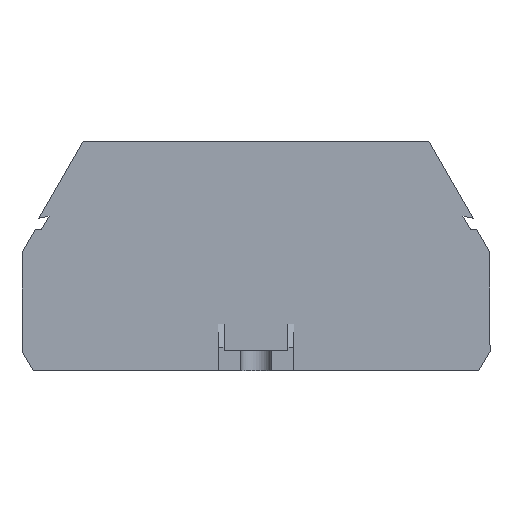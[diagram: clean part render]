
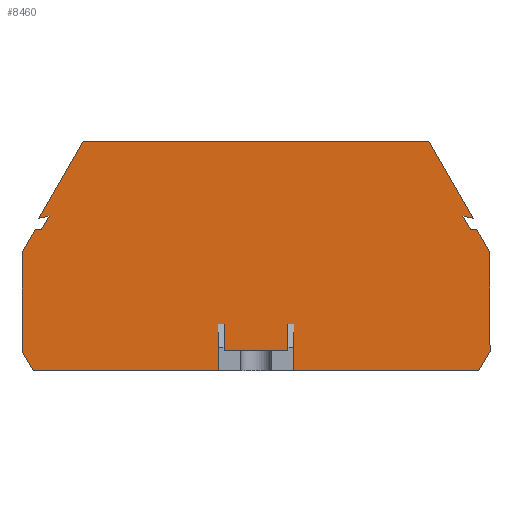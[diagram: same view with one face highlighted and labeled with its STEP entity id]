
A CAD part, left-side view. The second image highlights one B-rep face of the part: STEP entity #8460.
In plain terms, the highlighted face is planar.
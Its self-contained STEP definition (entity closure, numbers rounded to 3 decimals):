
#5550=CARTESIAN_POINT('',(45.517,63.909,
-11.6));
#5560=VERTEX_POINT('',#5550);
#5970=CARTESIAN_POINT('',(56.517,63.909,
-11.6));
#5980=VERTEX_POINT('',#5970);
#6010=CARTESIAN_POINT('',(66.055,63.909,
-11.6));
#6020=DIRECTION('',(-1.,0.,0.));
#6030=VECTOR('',#6020,1.);
#6040=LINE('',#6010,#6030);
#6050=EDGE_CURVE('',#5980,#5560,#6040,.T.);
#6560=CARTESIAN_POINT('',(51.017,80.259,
-11.6));
#6570=DIRECTION('',(0.,0.,1.));
#6580=DIRECTION('',(1.,0.,0.));
#6590=AXIS2_PLACEMENT_3D('',#6560,#6570,#6580);
#6600=PLANE('',#6590);
#6610=CARTESIAN_POINT('',(91.753,64.334,-11.6))
;
#6620=DIRECTION('',(0.5,0.866,0.));
#6630=VECTOR('',#6620,1.);
#6640=LINE('',#6610,#6630);
#6650=CARTESIAN_POINT('',(89.487,60.409,
-11.6));
#6660=VERTEX_POINT('',#6650);
#6670=CARTESIAN_POINT('',(91.429,63.773,
-11.6));
#6680=VERTEX_POINT('',#6670);
#6690=EDGE_CURVE('',#6660,#6680,#6640,.T.);
#6700=ORIENTED_EDGE('',*,*,#6690,.F.);
#6710=CARTESIAN_POINT('',(91.429,64.334,-11.6))
;
#6720=DIRECTION('',(0.,1.,0.));
#6730=VECTOR('',#6720,1.);
#6740=LINE('',#6710,#6730);
#6750=CARTESIAN_POINT('',(91.429,80.821,
-11.6));
#6760=VERTEX_POINT('',#6750);
#6770=EDGE_CURVE('',#6680,#6760,#6740,.T.);
#6780=ORIENTED_EDGE('',*,*,#6770,.F.);
#6790=CARTESIAN_POINT('',(100.949,64.334,-11.6))
;
#6800=DIRECTION('',(0.5,-0.866,0.));
#6810=VECTOR('',#6800,1.);
#6820=LINE('',#6790,#6810);
#6830=CARTESIAN_POINT('',(89.127,84.809,
-11.6));
#6840=VERTEX_POINT('',#6830);
#6850=EDGE_CURVE('',#6840,#6760,#6820,.T.);
#6860=ORIENTED_EDGE('',*,*,#6850,.T.);
#6870=CARTESIAN_POINT('',(66.055,84.809,
-11.6));
#6880=DIRECTION('',(1.,0.,0.));
#6890=VECTOR('',#6880,1.);
#6900=LINE('',#6870,#6890);
#6910=CARTESIAN_POINT('',(88.088,84.809,
-11.6));
#6920=VERTEX_POINT('',#6910);
#6930=EDGE_CURVE('',#6920,#6840,#6900,.T.);
#6940=ORIENTED_EDGE('',*,*,#6930,.T.);
#6950=CARTESIAN_POINT('',(99.909,64.334,-11.6))
;
#6960=DIRECTION('',(-0.5,0.866,0.));
#6970=VECTOR('',#6960,1.);
#6980=LINE('',#6950,#6970);
#6990=CARTESIAN_POINT('',(86.762,87.104,
-11.6));
#7000=VERTEX_POINT('',#6990);
#7010=EDGE_CURVE('',#6920,#7000,#6980,.T.);
#7020=ORIENTED_EDGE('',*,*,#7010,.F.);
#7030=CARTESIAN_POINT('',(66.055,90.755,
-11.6));
#7040=DIRECTION('',(-0.985,0.174,0.));
#7050=VECTOR('',#7040,1.);
#7060=LINE('',#7030,#7050);
#7070=CARTESIAN_POINT('',(88.562,86.787,
-11.6));
#7080=VERTEX_POINT('',#7070);
#7090=EDGE_CURVE('',#7080,#7000,#7060,.T.);
#7100=ORIENTED_EDGE('',*,*,#7090,.T.);
#7110=CARTESIAN_POINT('',(101.526,64.334,-11.6))
;
#7120=DIRECTION('',(0.5,-0.866,0.));
#7130=VECTOR('',#7120,1.);
#7140=LINE('',#7110,#7130);
#7150=CARTESIAN_POINT('',(80.87,100.109,
-11.6));
#7160=VERTEX_POINT('',#7150);
#7170=EDGE_CURVE('',#7160,#7080,#7140,.T.);
#7180=ORIENTED_EDGE('',*,*,#7170,.T.);
#7190=CARTESIAN_POINT('',(66.055,100.109,
-11.6));
#7200=DIRECTION('',(-1.,0.,0.));
#7210=VECTOR('',#7200,1.);
#7220=LINE('',#7190,#7210);
#7230=CARTESIAN_POINT('',(21.163,100.109,
-11.6));
#7240=VERTEX_POINT('',#7230);
#7250=EDGE_CURVE('',#7160,#7240,#7220,.T.);
#7260=ORIENTED_EDGE('',*,*,#7250,.F.);
#7270=CARTESIAN_POINT('',(0.509,64.334,-11.6)
);
#7280=DIRECTION('',(-0.5,-0.866,0.));
#7290=VECTOR('',#7280,1.);
#7300=LINE('',#7270,#7290);
#7310=CARTESIAN_POINT('',(13.472,86.786,
-11.6));
#7320=VERTEX_POINT('',#7310);
#7330=EDGE_CURVE('',#7240,#7320,#7300,.T.);
#7340=ORIENTED_EDGE('',*,*,#7330,.F.);
#7350=CARTESIAN_POINT('',(66.055,96.059,
-11.6));
#7360=DIRECTION('',(-0.985,-0.174,0.));
#7370=VECTOR('',#7360,1.);
#7380=LINE('',#7350,#7370);
#7390=CARTESIAN_POINT('',(15.271,87.104,
-11.6));
#7400=VERTEX_POINT('',#7390);
#7410=EDGE_CURVE('',#7400,#7320,#7380,.T.);
#7420=ORIENTED_EDGE('',*,*,#7410,.T.);
#7430=CARTESIAN_POINT('',(2.125,64.334,-11.6))
;
#7440=DIRECTION('',(-0.5,-0.866,0.));
#7450=VECTOR('',#7440,1.);
#7460=LINE('',#7430,#7450);
#7470=CARTESIAN_POINT('',(13.946,84.809,
-11.6));
#7480=VERTEX_POINT('',#7470);
#7490=EDGE_CURVE('',#7400,#7480,#7460,.T.);
#7500=ORIENTED_EDGE('',*,*,#7490,.F.);
#7510=CARTESIAN_POINT('',(66.055,84.809,
-11.6));
#7520=DIRECTION('',(1.,0.,0.));
#7530=VECTOR('',#7520,1.);
#7540=LINE('',#7510,#7530);
#7550=CARTESIAN_POINT('',(12.907,84.809,
-11.6));
#7560=VERTEX_POINT('',#7550);
#7570=EDGE_CURVE('',#7560,#7480,#7540,.T.);
#7580=ORIENTED_EDGE('',*,*,#7570,.T.);
#7590=CARTESIAN_POINT('',(1.086,64.334,-11.6))
;
#7600=DIRECTION('',(0.5,0.866,0.));
#7610=VECTOR('',#7600,1.);
#7620=LINE('',#7590,#7610);
#7630=CARTESIAN_POINT('',(10.604,80.82,
-11.6));
#7640=VERTEX_POINT('',#7630);
#7650=EDGE_CURVE('',#7640,#7560,#7620,.T.);
#7660=ORIENTED_EDGE('',*,*,#7650,.T.);
#7670=CARTESIAN_POINT('',(10.604,64.334,-11.6))
;
#7680=DIRECTION('',(0.,1.,0.));
#7690=VECTOR('',#7680,1.);
#7700=LINE('',#7670,#7690);
#7710=CARTESIAN_POINT('',(10.604,63.773,
-11.6));
#7720=VERTEX_POINT('',#7710);
#7730=EDGE_CURVE('',#7720,#7640,#7700,.T.);
#7740=ORIENTED_EDGE('',*,*,#7730,.T.);
#7750=CARTESIAN_POINT('',(10.281,64.334,-11.6))
;
#7760=DIRECTION('',(0.5,-0.866,0.));
#7770=VECTOR('',#7760,1.);
#7780=LINE('',#7750,#7770);
#7790=CARTESIAN_POINT('',(12.547,60.409,
-11.6));
#7800=VERTEX_POINT('',#7790);
#7810=EDGE_CURVE('',#7720,#7800,#7780,.T.);
#7820=ORIENTED_EDGE('',*,*,#7810,.F.);
#7830=CARTESIAN_POINT('',(66.055,60.409,
-11.6));
#7840=DIRECTION('',(1.,0.,0.));
#7850=VECTOR('',#7840,1.);
#7860=LINE('',#7830,#7850);
#7870=CARTESIAN_POINT('',(44.517,60.409,
-11.6));
#7880=VERTEX_POINT('',#7870);
#7890=EDGE_CURVE('',#7800,#7880,#7860,.T.);
#7900=ORIENTED_EDGE('',*,*,#7890,.F.);
#7910=CARTESIAN_POINT('',(44.517,64.334,-11.6))
;
#7920=DIRECTION('',(0.,-1.,0.));
#7930=VECTOR('',#7920,1.);
#7940=LINE('',#7910,#7930);
#7950=CARTESIAN_POINT('',(44.517,68.509,
-11.6));
#7960=VERTEX_POINT('',#7950);
#7970=EDGE_CURVE('',#7960,#7880,#7940,.T.);
#7980=ORIENTED_EDGE('',*,*,#7970,.T.);
#7990=CARTESIAN_POINT('',(66.055,68.509,
-11.6));
#8000=DIRECTION('',(-1.,0.,0.));
#8010=VECTOR('',#8000,1.);
#8020=LINE('',#7990,#8010);
#8030=CARTESIAN_POINT('',(45.517,68.509,
-11.6));
#8040=VERTEX_POINT('',#8030);
#8050=EDGE_CURVE('',#8040,#7960,#8020,.T.);
#8060=ORIENTED_EDGE('',*,*,#8050,.T.);
#8070=CARTESIAN_POINT('',(45.517,64.334,-11.6))
;
#8080=DIRECTION('',(0.,1.,0.));
#8090=VECTOR('',#8080,1.);
#8100=LINE('',#8070,#8090);
#8110=EDGE_CURVE('',#5560,#8040,#8100,.T.);
#8120=ORIENTED_EDGE('',*,*,#8110,.T.);
#8130=ORIENTED_EDGE('',*,*,#6050,.T.);
#8140=CARTESIAN_POINT('',(56.517,64.334,-11.6))
;
#8150=DIRECTION('',(0.,-1.,0.));
#8160=VECTOR('',#8150,1.);
#8170=LINE('',#8140,#8160);
#8180=CARTESIAN_POINT('',(56.517,68.509,
-11.6));
#8190=VERTEX_POINT('',#8180);
#8200=EDGE_CURVE('',#8190,#5980,#8170,.T.);
#8210=ORIENTED_EDGE('',*,*,#8200,.T.);
#8220=CARTESIAN_POINT('',(66.055,68.509,
-11.6));
#8230=DIRECTION('',(-1.,0.,0.));
#8240=VECTOR('',#8230,1.);
#8250=LINE('',#8220,#8240);
#8260=CARTESIAN_POINT('',(57.517,68.509,
-11.6));
#8270=VERTEX_POINT('',#8260);
#8280=EDGE_CURVE('',#8270,#8190,#8250,.T.);
#8290=ORIENTED_EDGE('',*,*,#8280,.T.);
#8300=CARTESIAN_POINT('',(57.517,64.334,-11.6))
;
#8310=DIRECTION('',(0.,1.,0.));
#8320=VECTOR('',#8310,1.);
#8330=LINE('',#8300,#8320);
#8340=CARTESIAN_POINT('',(57.517,60.409,
-11.6));
#8350=VERTEX_POINT('',#8340);
#8360=EDGE_CURVE('',#8350,#8270,#8330,.T.);
#8370=ORIENTED_EDGE('',*,*,#8360,.T.);
#8380=CARTESIAN_POINT('',(66.055,60.409,
-11.6));
#8390=DIRECTION('',(1.,0.,0.));
#8400=VECTOR('',#8390,1.);
#8410=LINE('',#8380,#8400);
#8420=EDGE_CURVE('',#8350,#6660,#8410,.T.);
#8430=ORIENTED_EDGE('',*,*,#8420,.F.);
#8440=EDGE_LOOP('',(#8430,#8370,#8290,#8210,#8130,#8120,#8060,#7980,
#7900,#7820,#7740,#7660,#7580,#7500,#7420,#7340,#7260,#7180,#7100,#7020,
#6940,#6860,#6780,#6700));
#8450=FACE_OUTER_BOUND('',#8440,.T.);
#8460=ADVANCED_FACE('',(#8450),#6600,.F.);
